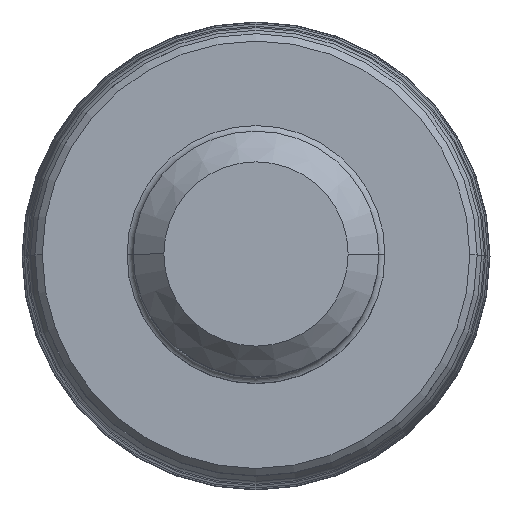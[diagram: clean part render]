
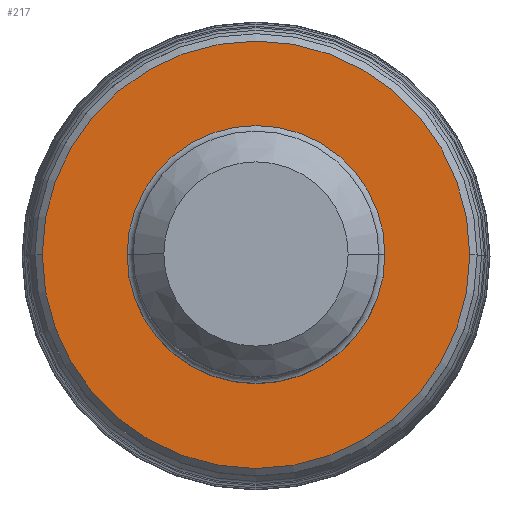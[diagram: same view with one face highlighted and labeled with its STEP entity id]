
A CAD part, top view. The second image highlights one B-rep face of the part: STEP entity #217.
In plain terms, the highlighted planar face has unit normal (0, 0, 1).
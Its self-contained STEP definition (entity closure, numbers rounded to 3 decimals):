
#56=PLANE('',#1979);
#63=FACE_BOUND('',#456,.T.);
#64=FACE_BOUND('',#457,.T.);
#217=ADVANCED_FACE('',(#63,#64),#56,.T.);
#456=EDGE_LOOP('',(#835,#836,#837,#838));
#457=EDGE_LOOP('',(#839,#840));
#835=ORIENTED_EDGE('',*,*,#1241,.T.);
#836=ORIENTED_EDGE('',*,*,#1240,.F.);
#837=ORIENTED_EDGE('',*,*,#1242,.T.);
#838=ORIENTED_EDGE('',*,*,#1243,.F.);
#839=ORIENTED_EDGE('',*,*,#1244,.F.);
#840=ORIENTED_EDGE('',*,*,#1245,.F.);
#1033=VERTEX_POINT('',#3685);
#1034=VERTEX_POINT('',#3687);
#1035=VERTEX_POINT('',#3689);
#1036=VERTEX_POINT('',#3693);
#1037=VERTEX_POINT('',#3696);
#1038=VERTEX_POINT('',#3697);
#1240=EDGE_CURVE('',#1034,#1035,#1487,.T.);
#1241=EDGE_CURVE('',#1033,#1035,#1488,.T.);
#1242=EDGE_CURVE('',#1034,#1036,#1489,.T.);
#1243=EDGE_CURVE('',#1033,#1036,#1490,.T.);
#1244=EDGE_CURVE('',#1037,#1038,#1491,.T.);
#1245=EDGE_CURVE('',#1038,#1037,#1492,.T.);
#1487=CIRCLE('',#1972,8.7);
#1488=CIRCLE('',#1973,8.7);
#1489=CIRCLE('',#1975,8.7);
#1490=CIRCLE('',#1976,8.7);
#1491=CIRCLE('',#1977,5.25);
#1492=CIRCLE('',#1978,5.25);
#1972=AXIS2_PLACEMENT_3D('',#3688,#2471,#2472);
#1973=AXIS2_PLACEMENT_3D('',#3690,#2473,#2474);
#1975=AXIS2_PLACEMENT_3D('',#3692,#2477,#2478);
#1976=AXIS2_PLACEMENT_3D('',#3694,#2479,#2480);
#1977=AXIS2_PLACEMENT_3D('',#3695,#2481,#2482);
#1978=AXIS2_PLACEMENT_3D('',#3698,#2483,#2484);
#1979=AXIS2_PLACEMENT_3D('',#3699,#2485,#2486);
#2471=DIRECTION('',(0.,0.,-1.));
#2472=DIRECTION('',(-1.,0.001,0.));
#2473=DIRECTION('',(0.,0.,1.));
#2474=DIRECTION('',(-1.,0.001,0.));
#2477=DIRECTION('',(0.,0.,1.));
#2478=DIRECTION('',(1.,-0.001,0.));
#2479=DIRECTION('',(0.,0.,-1.));
#2480=DIRECTION('',(1.,-0.001,0.));
#2481=DIRECTION('',(0.,0.,1.));
#2482=DIRECTION('',(1.,0.,0.));
#2483=DIRECTION('',(0.,0.,1.));
#2484=DIRECTION('',(-1.,0.,0.));
#2485=DIRECTION('',(0.,0.,1.));
#2486=DIRECTION('',(-1.,0.,0.));
#3685=CARTESIAN_POINT('',(8.7,0.,0.));
#3687=CARTESIAN_POINT('',(-8.7,0.,0.));
#3688=CARTESIAN_POINT('',(0.,0.,0.));
#3689=CARTESIAN_POINT('',(-8.7,0.011,0.));
#3690=CARTESIAN_POINT('',(0.,0.,0.));
#3692=CARTESIAN_POINT('',(0.,0.,0.));
#3693=CARTESIAN_POINT('',(8.7,-0.011,0.));
#3694=CARTESIAN_POINT('',(0.,0.,0.));
#3695=CARTESIAN_POINT('',(0.,0.,0.));
#3696=CARTESIAN_POINT('',(5.25,0.,0.));
#3697=CARTESIAN_POINT('',(-5.25,0.,0.));
#3698=CARTESIAN_POINT('',(0.,0.,0.));
#3699=CARTESIAN_POINT('',(0.,0.,0.));
